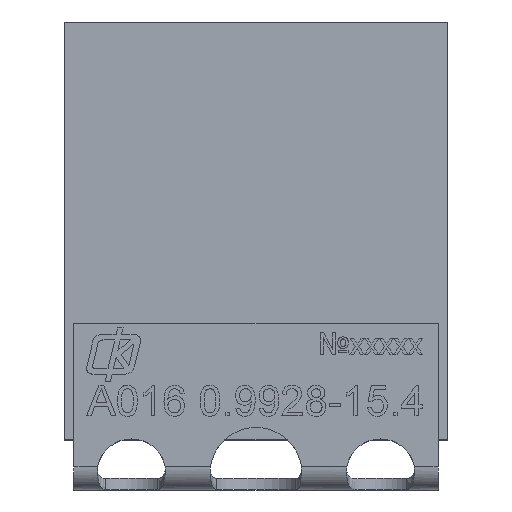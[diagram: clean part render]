
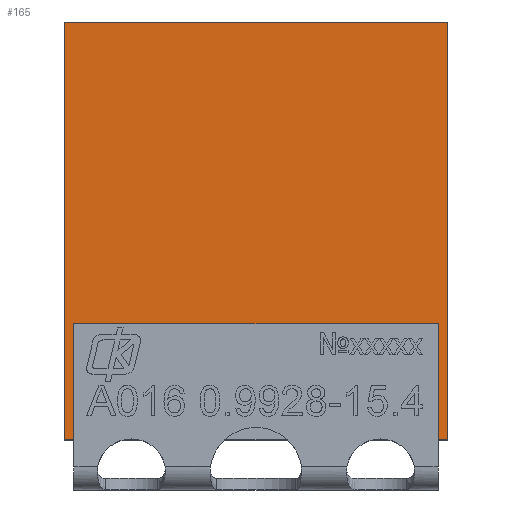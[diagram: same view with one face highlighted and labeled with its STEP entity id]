
A CAD part, top view. The second image highlights one B-rep face of the part: STEP entity #165.
In plain terms, the highlighted planar face has unit normal (0, 0, 1).
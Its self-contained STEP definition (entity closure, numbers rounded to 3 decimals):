
#165=ADVANCED_FACE('',(#3901),#3903,.F.);
#3901=FACE_BOUND('',#3902,.T.);
#3902=EDGE_LOOP('',(#10256,#10257,#10258,#10259,#10260,#10261,#10262,#10263));
#3903=PLANE('',#3904);
#3904=AXIS2_PLACEMENT_3D('',#3905,#3906,#3907);
#3905=CARTESIAN_POINT('',(-5.,5.45,1.8));
#3906=DIRECTION('',(0.,0.,-1.));
#3907=DIRECTION('',(-1.,0.,0.));
#10256=ORIENTED_EDGE('',*,*,#12458,.F.);
#10257=ORIENTED_EDGE('',*,*,#12459,.T.);
#10258=ORIENTED_EDGE('',*,*,#12460,.T.);
#10259=ORIENTED_EDGE('',*,*,#12461,.T.);
#10260=ORIENTED_EDGE('',*,*,#12462,.F.);
#10261=ORIENTED_EDGE('',*,*,#12417,.F.);
#10262=ORIENTED_EDGE('',*,*,#12463,.F.);
#10263=ORIENTED_EDGE('',*,*,#12464,.T.);
#12417=EDGE_CURVE('',#13533,#13525,#13535,.T.);
#12458=EDGE_CURVE('',#13614,#13615,#13616,.T.);
#12459=EDGE_CURVE('',#13614,#13617,#13618,.T.);
#12460=EDGE_CURVE('',#13617,#13619,#13620,.T.);
#12461=EDGE_CURVE('',#13619,#13621,#13622,.T.);
#12462=EDGE_CURVE('',#13525,#13621,#13623,.T.);
#12463=EDGE_CURVE('',#13624,#13533,#13625,.T.);
#12464=EDGE_CURVE('',#13624,#13615,#13626,.T.);
#13525=VERTEX_POINT('',#15372);
#13533=VERTEX_POINT('',#15388);
#13535=LINE('',#15392,#15393);
#13614=VERTEX_POINT('',#15553);
#13615=VERTEX_POINT('',#15554);
#13616=LINE('',#15555,#15556);
#13617=VERTEX_POINT('',#15558);
#13618=LINE('',#15559,#15560);
#13619=VERTEX_POINT('',#15562);
#13620=LINE('',#15563,#15564);
#13621=VERTEX_POINT('',#15566);
#13622=LINE('',#15567,#15568);
#13623=LINE('',#15570,#15571);
#13624=VERTEX_POINT('',#15573);
#13625=LINE('',#15574,#15575);
#13626=LINE('',#15577,#15578);
#15372=CARTESIAN_POINT('',(5.,-5.449,1.8));
#15388=CARTESIAN_POINT('',(5.,5.45,1.8));
#15392=CARTESIAN_POINT('',(5.,5.45,1.8));
#15393=VECTOR('',#15394,1.);
#15394=DIRECTION('',(0.,-1.,0.));
#15553=CARTESIAN_POINT('',(-4.75,-5.449,1.8));
#15554=CARTESIAN_POINT('',(-5.,-5.449,1.8));
#15555=CARTESIAN_POINT('',(-4.75,-5.449,1.8));
#15556=VECTOR('',#15557,1.);
#15557=DIRECTION('',(-1.,0.,0.));
#15558=CARTESIAN_POINT('',(-4.75,-2.425,1.8));
#15559=CARTESIAN_POINT('',(-4.75,-5.449,1.8));
#15560=VECTOR('',#15561,1.);
#15561=DIRECTION('',(0.,1.,0.));
#15562=CARTESIAN_POINT('',(4.75,-2.425,1.8));
#15563=CARTESIAN_POINT('',(-4.75,-2.425,1.8));
#15564=VECTOR('',#15565,1.);
#15565=DIRECTION('',(1.,0.,0.));
#15566=CARTESIAN_POINT('',(4.75,-5.449,1.8));
#15567=CARTESIAN_POINT('',(4.75,-2.425,1.8));
#15568=VECTOR('',#15569,1.);
#15569=DIRECTION('',(0.,-1.,0.));
#15570=CARTESIAN_POINT('',(5.,-5.449,1.8));
#15571=VECTOR('',#15572,1.);
#15572=DIRECTION('',(-1.,0.,0.));
#15573=CARTESIAN_POINT('',(-5.,5.45,1.8));
#15574=CARTESIAN_POINT('',(-5.,5.45,1.8));
#15575=VECTOR('',#15576,1.);
#15576=DIRECTION('',(1.,0.,0.));
#15577=CARTESIAN_POINT('',(-5.,5.45,1.8));
#15578=VECTOR('',#15579,1.);
#15579=DIRECTION('',(0.,-1.,0.));
